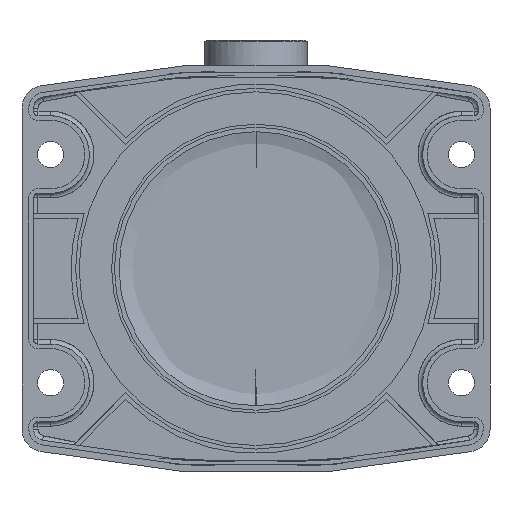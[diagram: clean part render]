
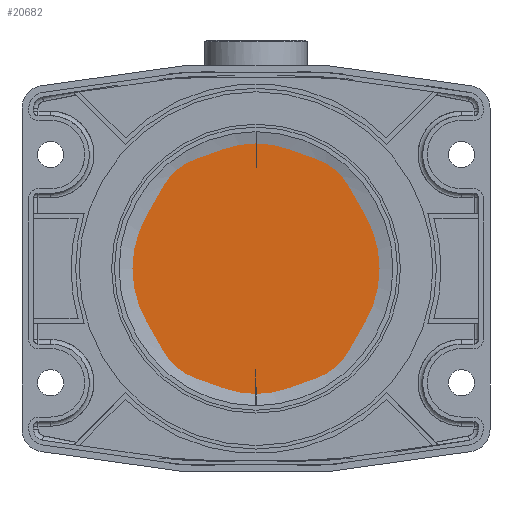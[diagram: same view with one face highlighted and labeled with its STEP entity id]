
A CAD part, front view. The second image highlights one B-rep face of the part: STEP entity #20682.
In plain terms, the highlighted face is planar.
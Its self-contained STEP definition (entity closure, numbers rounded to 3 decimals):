
#2080 = DIRECTION ( 'NONE',  ( 0., 0., -1. ) ) ;
#3537 = EDGE_CURVE ( 'NONE', #11575, #28520, #7440, .T. ) ;
#5454 = AXIS2_PLACEMENT_3D ( 'NONE', #30275, #33153, #35862 ) ;
#7440 = CIRCLE ( 'NONE', #37061, 65.5 ) ;
#8213 = DIRECTION ( 'NONE',  ( -1., 0., 0. ) ) ;
#11367 = CARTESIAN_POINT ( 'NONE',  ( 0., 0., 12. ) ) ;
#11575 = VERTEX_POINT ( 'NONE', #33216 ) ;
#13588 = EDGE_LOOP ( 'NONE', ( #25514, #17961 ) ) ;
#14233 = DIRECTION ( 'NONE',  ( -1., 0., 0. ) ) ;
#17961 = ORIENTED_EDGE ( 'NONE', *, *, #27988, .T. ) ;
#20682 = ADVANCED_FACE ( 'NONE', ( #36473 ), #26544, .T. ) ;
#20767 = CARTESIAN_POINT ( 'NONE',  ( 0., 0., 12. ) ) ;
#25514 = ORIENTED_EDGE ( 'NONE', *, *, #3537, .T. ) ;
#26544 = PLANE ( 'NONE',  #5454 ) ;
#27360 = AXIS2_PLACEMENT_3D ( 'NONE', #20767, #39361, #8213 ) ;
#27988 = EDGE_CURVE ( 'NONE', #28520, #11575, #32655, .T. ) ;
#28520 = VERTEX_POINT ( 'NONE', #34234 ) ;
#30275 = CARTESIAN_POINT ( 'NONE',  ( -133., 133., 12. ) ) ;
#32655 = CIRCLE ( 'NONE', #27360, 65.5 ) ;
#33153 = DIRECTION ( 'NONE',  ( 0., 0., -1. ) ) ;
#33216 = CARTESIAN_POINT ( 'NONE',  ( -65.5, 0., 12. ) ) ;
#34234 = CARTESIAN_POINT ( 'NONE',  ( 65.5, 0., 12. ) ) ;
#35862 = DIRECTION ( 'NONE',  ( -1., 0., 0. ) ) ;
#36473 = FACE_OUTER_BOUND ( 'NONE', #13588, .T. ) ;
#37061 = AXIS2_PLACEMENT_3D ( 'NONE', #11367, #2080, #14233 ) ;
#39361 = DIRECTION ( 'NONE',  ( 0., 0., -1. ) ) ;
